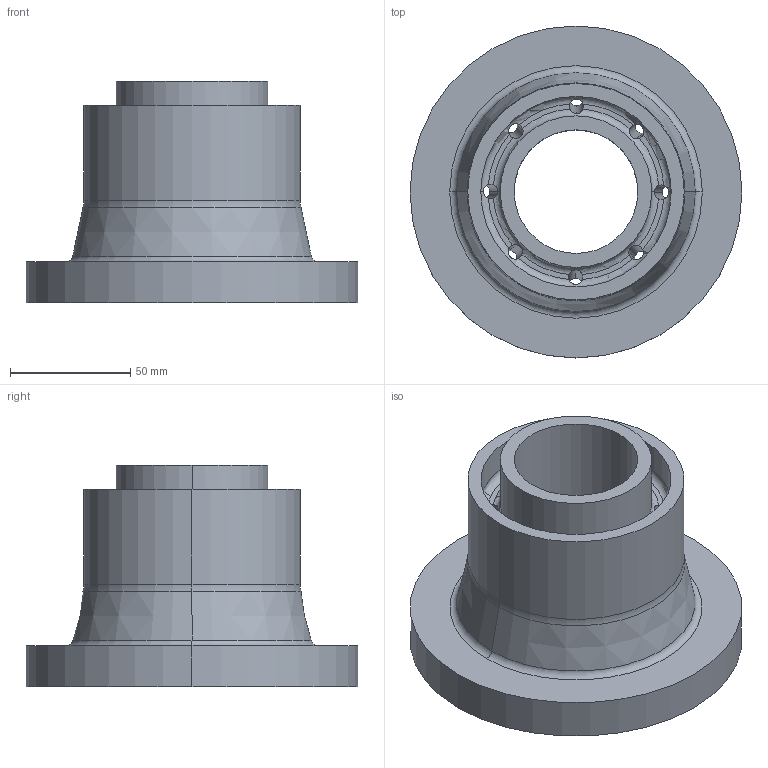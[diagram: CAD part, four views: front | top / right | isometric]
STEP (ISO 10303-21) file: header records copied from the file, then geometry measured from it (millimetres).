
FILE_DESCRIPTION (( 'STEP AP203' ), '1' );
FILE_NAME ('--7875338.STEP', '2015-03-20T19:25:09', ( 'enduser' ), ( '' ), 'SwSTEP 2.0', 'SolidWorks 2014', '' );
FILE_SCHEMA (( 'CONFIG_CONTROL_DESIGN' ));
Length unit declared in the file: millimetre
Products named in the file (1): --7875338
Bounding box: 138 x 138 x 92 mm (x, y, z)
Volume: 476340.8 mm3; surface area: 83890 mm2
Topology: 1 solids, 1 shells, 58 faces, 190 edges, 122 vertices
Faces by surface type: cylinder 30, plane 14, torus 12, cone 2
Entity records: 2613 total; most frequent: CARTESIAN_POINT 985, ORIENTED_EDGE 380, DIRECTION 294, EDGE_CURVE 190, AXIS2_PLACEMENT_3D 131, VERTEX_POINT 122, CIRCLE 72, EDGE_LOOP 64
